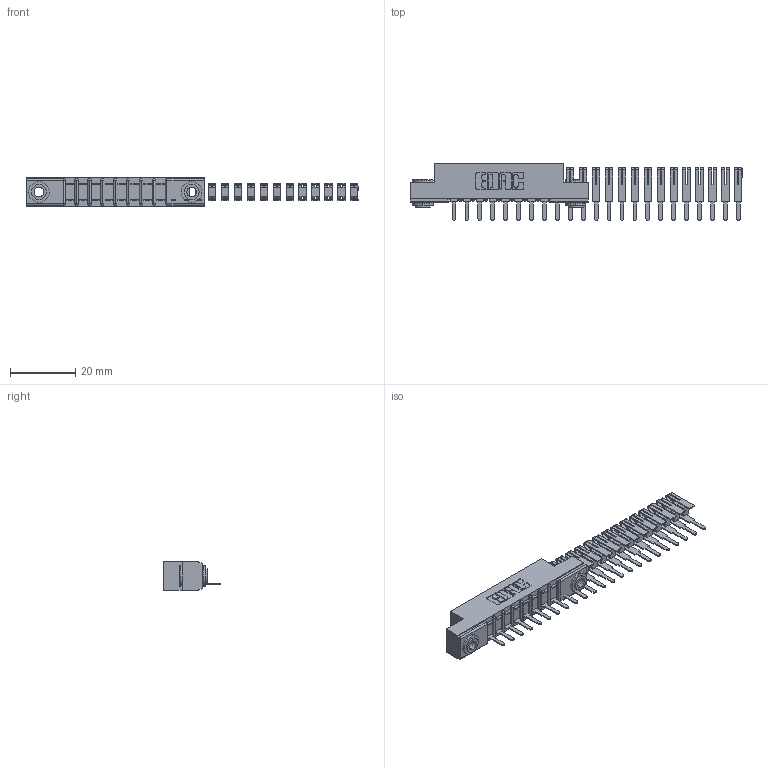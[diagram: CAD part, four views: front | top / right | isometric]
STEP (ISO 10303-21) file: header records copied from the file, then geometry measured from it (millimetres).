
FILE_DESCRIPTION (( 'STEP AP203' ), '1' );
FILE_NAME ('357-023-521-103.STEP', '2018-08-08T23:40:14', ( '' ), ( '' ), 'SwSTEP 2.0', 'SolidWorks 2016', '' );
FILE_SCHEMA (( 'CONFIG_CONTROL_DESIGN' ));
Length unit declared in the file: inch
Products named in the file (4): 307 Part_.156 Dia Mounting Holes; 307-290-002_521; 345-250-002_345-250-002-102; 357-023-521-103
Assembly tree (26 placements, depth 2):
  357-023-521-103
    307 Part_.156 Dia Mounting Holes
    307-290-002_521  x23
    345-250-002_345-250-002-102  x2
Bounding box: 101.79 x 17.42 x 8.71 mm (x, y, z)
Volume: 4041.3 mm3; surface area: 9359.3 mm2
Topology: 26 solids, 26 shells, 1581 faces, 4811 edges, 3178 vertices
Faces by surface type: plane 949, cylinder 606, sphere 18, cone 8
Entity records: 13313 total; most frequent: CARTESIAN_POINT 2152, DIRECTION 2137, ORIENTED_EDGE 2118, EDGE_CURVE 1059, VECTOR 787, LINE 787, VERTEX_POINT 690, AXIS2_PLACEMENT_3D 675
